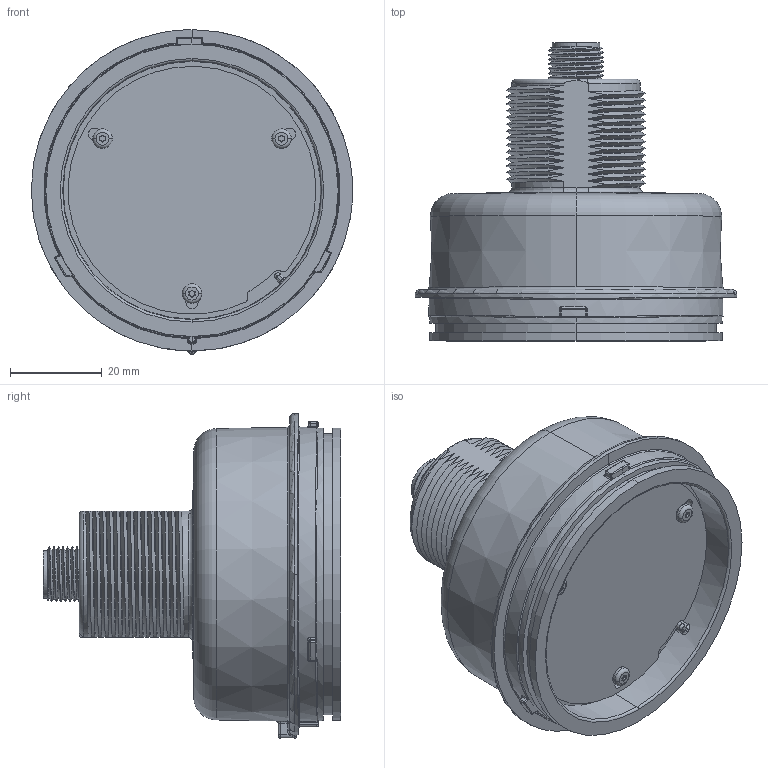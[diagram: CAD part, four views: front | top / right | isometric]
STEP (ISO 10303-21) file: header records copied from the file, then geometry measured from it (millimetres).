
FILE_DESCRIPTION((''),'2;1');
FILE_NAME('233364_SM01_ASM','2023-05-10T10:54:54',('banengservice'),('BANNER ENGINEERING'),'CREO PARAMETRIC BY PTC INC, 2022414','CREO PARAMETRIC BY PTC INC, 2022414','');
FILE_SCHEMA(('CONFIG_CONTROL_DESIGN'));
Length unit declared in the file: millimetre
Products named in the file (2): 233364_EP01; 233364_SM01_ASM
Assembly tree (1 placements, depth 2):
  233364_SM01_ASM
    233364_EP01
Bounding box: 70 x 64.9 x 70.75 mm (x, y, z)
Volume: 99689.4 mm3; surface area: 22770.6 mm2
Topology: 1 solids, 1 shells, 468 faces, 1164 edges, 716 vertices
Faces by surface type: cylinder 179, bspline 140, plane 72, torus 35, cone 26, sphere 16
Entity records: 34677 total; most frequent: CARTESIAN_POINT 24551, ORIENTED_EDGE 2328, DIRECTION 1783, EDGE_CURVE 1164, AXIS2_PLACEMENT_3D 725, VERTEX_POINT 716, EDGE_LOOP 492, FACE_OUTER_BOUND 468
